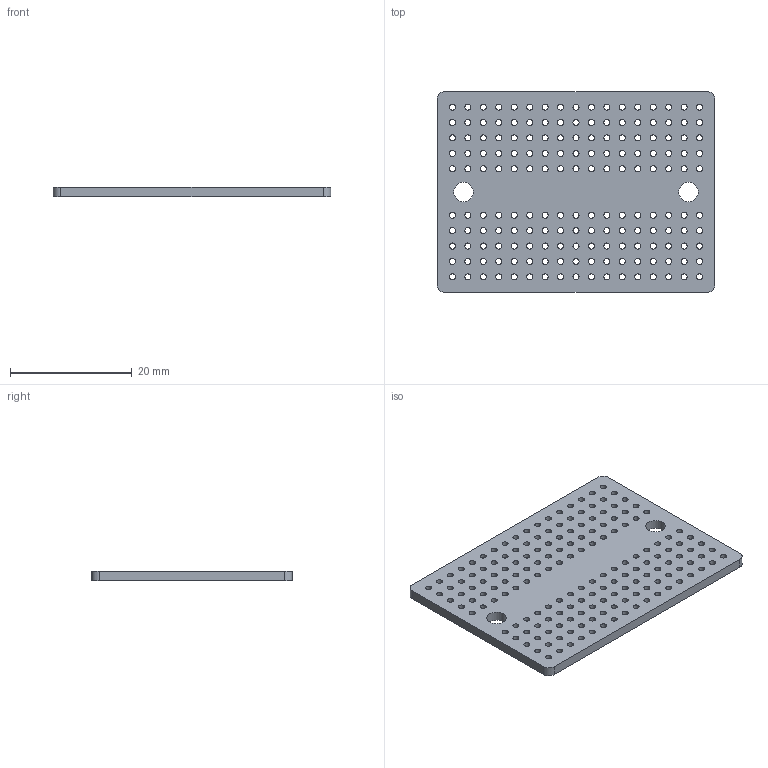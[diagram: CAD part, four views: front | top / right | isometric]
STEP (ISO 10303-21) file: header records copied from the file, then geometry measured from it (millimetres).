
FILE_DESCRIPTION(('KiCad electronic assembly'),'2;1');
FILE_NAME('Mini_PCB_breadboard_3D.step','2021-09-03T08:53:23',('Pcbnew') ,('Kicad'),'Open CASCADE STEP processor 7.5','KiCad to STEP converter' ,'Unknown');
FILE_SCHEMA(('AUTOMOTIVE_DESIGN { 1 0 10303 214 1 1 1 1 }'));
Length unit declared in the file: millimetre
Products named in the file (2): Mini_PCB_breadboard_3D 1; COMPOUND
Assembly tree (1 placements, depth 2):
  Mini_PCB_breadboard_3D 1
    COMPOUND
Bounding box: 45.72 x 33.02 x 1.6 mm (x, y, z)
Volume: 2173.9 mm3; surface area: 3852.5 mm2
Topology: 1 solids, 1 shells, 182 faces, 540 edges, 360 vertices
Faces by surface type: cylinder 176, plane 6
Full cylindrical faces by diameter (mm): 1 x170, 3.2 x2
Entity records: 14071 total; most frequent: DIRECTION 2340, CARTESIAN_POINT 2164, ORIENTED_EDGE 1080, PCURVE 1080, DEFINITIONAL_REPRESENTATION 1080, LINE 916, VECTOR 916, CIRCLE 704
